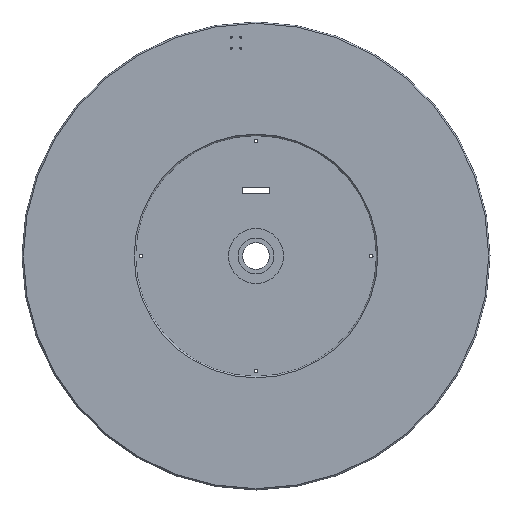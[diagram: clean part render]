
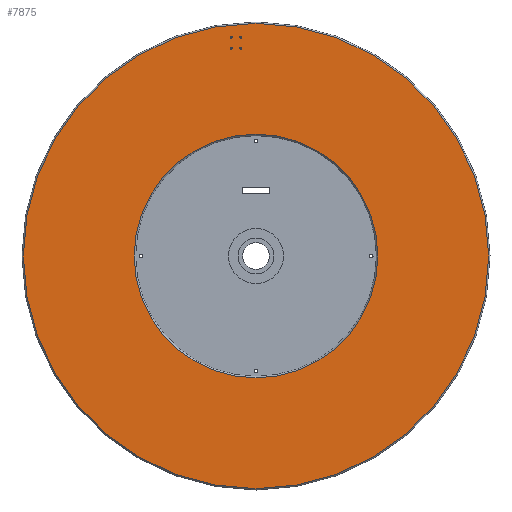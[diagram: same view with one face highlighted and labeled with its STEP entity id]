
A CAD part, front view. The second image highlights one B-rep face of the part: STEP entity #7875.
In plain terms, the highlighted planar face has unit normal (0, -1, 0).
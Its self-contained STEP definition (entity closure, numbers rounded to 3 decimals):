
#19 = EDGE_CURVE ( 'NONE', #560, #2832, #8206, .T. ) ;
#203 = ORIENTED_EDGE ( 'NONE', *, *, #8736, .T. ) ;
#261 = VERTEX_POINT ( 'NONE', #7236 ) ;
#344 = DIRECTION ( 'NONE',  ( 0., 0., 1. ) ) ;
#378 = AXIS2_PLACEMENT_3D ( 'NONE', #7023, #5728, #5105 ) ;
#380 = ORIENTED_EDGE ( 'NONE', *, *, #401, .T. ) ;
#381 = FACE_OUTER_BOUND ( 'NONE', #958, .T. ) ;
#401 = EDGE_CURVE ( 'NONE', #8540, #2643, #6071, .T. ) ;
#462 = PLANE ( 'NONE',  #1955 ) ;
#474 = CARTESIAN_POINT ( 'NONE',  ( 304., 0., 302. ) ) ;
#482 = ORIENTED_EDGE ( 'NONE', *, *, #5210, .T. ) ;
#524 = CIRCLE ( 'NONE', #5222, 1.5 ) ;
#527 = EDGE_LOOP ( 'NONE', ( #8455, #5567 ) ) ;
#560 = VERTEX_POINT ( 'NONE', #2370 ) ;
#562 = DIRECTION ( 'NONE',  ( 0., 0., 1. ) ) ;
#618 = EDGE_CURVE ( 'NONE', #2832, #560, #2217, .T. ) ;
#632 = DIRECTION ( 'NONE',  ( 0., 0., 1. ) ) ;
#764 = DIRECTION ( 'NONE',  ( 0., 1., 0. ) ) ;
#791 = AXIS2_PLACEMENT_3D ( 'NONE', #7907, #1796, #1429 ) ;
#897 = CARTESIAN_POINT ( 'NONE',  ( 304., 0., 319.5 ) ) ;
#933 = DIRECTION ( 'NONE',  ( 0., 1., 0. ) ) ;
#958 = EDGE_LOOP ( 'NONE', ( #203, #3693 ) ) ;
#1019 = DIRECTION ( 'NONE',  ( 0., 0., -1. ) ) ;
#1105 = ORIENTED_EDGE ( 'NONE', *, *, #6841, .T. ) ;
#1168 = FACE_BOUND ( 'NONE', #3600, .T. ) ;
#1207 = EDGE_CURVE ( 'NONE', #3681, #4751, #1367, .T. ) ;
#1253 = ORIENTED_EDGE ( 'NONE', *, *, #3280, .T. ) ;
#1323 = CARTESIAN_POINT ( 'NONE',  ( 318., 0., 319.5 ) ) ;
#1367 = CIRCLE ( 'NONE', #7917, 338. ) ;
#1429 = DIRECTION ( 'NONE',  ( 0., 0., 1. ) ) ;
#1647 = CARTESIAN_POINT ( 'NONE',  ( 304., 0., 302. ) ) ;
#1671 = CIRCLE ( 'NONE', #5228, 177. ) ;
#1686 = DIRECTION ( 'NONE',  ( 0., 1., 0. ) ) ;
#1796 = DIRECTION ( 'NONE',  ( 0., 1., 0. ) ) ;
#1797 = AXIS2_PLACEMENT_3D ( 'NONE', #8394, #6434, #6970 ) ;
#1865 = CARTESIAN_POINT ( 'NONE',  ( 340., 0., 0. ) ) ;
#1955 = AXIS2_PLACEMENT_3D ( 'NONE', #3892, #7823, #7995 ) ;
#1982 = VERTEX_POINT ( 'NONE', #7427 ) ;
#2070 = AXIS2_PLACEMENT_3D ( 'NONE', #1647, #933, #3034 ) ;
#2217 = CIRCLE ( 'NONE', #378, 1.5 ) ;
#2370 = CARTESIAN_POINT ( 'NONE',  ( 318., 0., 300.5 ) ) ;
#2376 = FACE_BOUND ( 'NONE', #6617, .T. ) ;
#2455 = FACE_BOUND ( 'NONE', #7635, .T. ) ;
#2524 = DIRECTION ( 'NONE',  ( 0., -1., 0. ) ) ;
#2629 = CIRCLE ( 'NONE', #2070, 1.5 ) ;
#2635 = AXIS2_PLACEMENT_3D ( 'NONE', #5249, #1686, #4414 ) ;
#2643 = VERTEX_POINT ( 'NONE', #5648 ) ;
#2832 = VERTEX_POINT ( 'NONE', #5737 ) ;
#3034 = DIRECTION ( 'NONE',  ( 0., 0., 1. ) ) ;
#3280 = EDGE_CURVE ( 'NONE', #2643, #8540, #2629, .T. ) ;
#3377 = AXIS2_PLACEMENT_3D ( 'NONE', #8397, #6303, #6346 ) ;
#3393 = CIRCLE ( 'NONE', #8522, 338. ) ;
#3471 = DIRECTION ( 'NONE',  ( 0., 0., -1. ) ) ;
#3600 = EDGE_LOOP ( 'NONE', ( #380, #1253 ) ) ;
#3656 = CARTESIAN_POINT ( 'NONE',  ( 340., 0., 0. ) ) ;
#3670 = VERTEX_POINT ( 'NONE', #1323 ) ;
#3674 = CIRCLE ( 'NONE', #8510, 1.5 ) ;
#3681 = VERTEX_POINT ( 'NONE', #6154 ) ;
#3693 = ORIENTED_EDGE ( 'NONE', *, *, #1207, .T. ) ;
#3723 = ORIENTED_EDGE ( 'NONE', *, *, #3989, .T. ) ;
#3758 = CARTESIAN_POINT ( 'NONE',  ( 304., 0., 303.5 ) ) ;
#3767 = FACE_BOUND ( 'NONE', #5644, .T. ) ;
#3795 = DIRECTION ( 'NONE',  ( 0., 0., -1. ) ) ;
#3892 = CARTESIAN_POINT ( 'NONE',  ( 314., 0., 0. ) ) ;
#3922 = CIRCLE ( 'NONE', #2635, 1.5 ) ;
#3944 = CIRCLE ( 'NONE', #3377, 177. ) ;
#3989 = EDGE_CURVE ( 'NONE', #7060, #261, #3922, .T. ) ;
#4414 = DIRECTION ( 'NONE',  ( 0., 0., 1. ) ) ;
#4751 = VERTEX_POINT ( 'NONE', #5899 ) ;
#4934 = EDGE_CURVE ( 'NONE', #3670, #8286, #524, .T. ) ;
#5105 = DIRECTION ( 'NONE',  ( 0., 0., 1. ) ) ;
#5112 = FACE_BOUND ( 'NONE', #527, .T. ) ;
#5196 = CARTESIAN_POINT ( 'NONE',  ( 318., 0., 318. ) ) ;
#5210 = EDGE_CURVE ( 'NONE', #261, #7060, #5940, .T. ) ;
#5222 = AXIS2_PLACEMENT_3D ( 'NONE', #6879, #764, #632 ) ;
#5228 = AXIS2_PLACEMENT_3D ( 'NONE', #1865, #7312, #3795 ) ;
#5249 = CARTESIAN_POINT ( 'NONE',  ( 304., 0., 318. ) ) ;
#5411 = EDGE_CURVE ( 'NONE', #1982, #8581, #1671, .T. ) ;
#5567 = ORIENTED_EDGE ( 'NONE', *, *, #19, .T. ) ;
#5591 = CARTESIAN_POINT ( 'NONE',  ( 318., 0., 316.5 ) ) ;
#5644 = EDGE_LOOP ( 'NONE', ( #7175, #1105 ) ) ;
#5648 = CARTESIAN_POINT ( 'NONE',  ( 304., 0., 300.5 ) ) ;
#5728 = DIRECTION ( 'NONE',  ( 0., 1., 0. ) ) ;
#5737 = CARTESIAN_POINT ( 'NONE',  ( 318., 0., 303.5 ) ) ;
#5878 = DIRECTION ( 'NONE',  ( 0., 1., 0. ) ) ;
#5899 = CARTESIAN_POINT ( 'NONE',  ( 340., 0., 338. ) ) ;
#5940 = CIRCLE ( 'NONE', #1797, 1.5 ) ;
#6012 = ORIENTED_EDGE ( 'NONE', *, *, #6951, .T. ) ;
#6071 = CIRCLE ( 'NONE', #6368, 1.5 ) ;
#6154 = CARTESIAN_POINT ( 'NONE',  ( 340., 0., -338. ) ) ;
#6303 = DIRECTION ( 'NONE',  ( 0., 1., 0. ) ) ;
#6346 = DIRECTION ( 'NONE',  ( 0., 0., -1. ) ) ;
#6368 = AXIS2_PLACEMENT_3D ( 'NONE', #474, #5878, #562 ) ;
#6387 = DIRECTION ( 'NONE',  ( 0., -1., 0. ) ) ;
#6434 = DIRECTION ( 'NONE',  ( 0., 1., 0. ) ) ;
#6515 = CARTESIAN_POINT ( 'NONE',  ( 340., 0., 0. ) ) ;
#6617 = EDGE_LOOP ( 'NONE', ( #3723, #482 ) ) ;
#6625 = DIRECTION ( 'NONE',  ( 0., 1., 0. ) ) ;
#6841 = EDGE_CURVE ( 'NONE', #8286, #3670, #3674, .T. ) ;
#6879 = CARTESIAN_POINT ( 'NONE',  ( 318., 0., 318. ) ) ;
#6951 = EDGE_CURVE ( 'NONE', #8581, #1982, #3944, .T. ) ;
#6970 = DIRECTION ( 'NONE',  ( 0., 0., 1. ) ) ;
#7023 = CARTESIAN_POINT ( 'NONE',  ( 318., 0., 302. ) ) ;
#7060 = VERTEX_POINT ( 'NONE', #897 ) ;
#7175 = ORIENTED_EDGE ( 'NONE', *, *, #4934, .T. ) ;
#7236 = CARTESIAN_POINT ( 'NONE',  ( 304., 0., 316.5 ) ) ;
#7312 = DIRECTION ( 'NONE',  ( 0., 1., 0. ) ) ;
#7427 = CARTESIAN_POINT ( 'NONE',  ( 340., 0., 177. ) ) ;
#7635 = EDGE_LOOP ( 'NONE', ( #6012, #7670 ) ) ;
#7670 = ORIENTED_EDGE ( 'NONE', *, *, #5411, .T. ) ;
#7823 = DIRECTION ( 'NONE',  ( 0., -1., 0. ) ) ;
#7875 = ADVANCED_FACE ( 'NONE', ( #2376, #3767, #5112, #1168, #2455, #381 ), #462, .T. ) ;
#7907 = CARTESIAN_POINT ( 'NONE',  ( 318., 0., 302. ) ) ;
#7917 = AXIS2_PLACEMENT_3D ( 'NONE', #6515, #2524, #1019 ) ;
#7995 = DIRECTION ( 'NONE',  ( 0., 0., -1. ) ) ;
#8206 = CIRCLE ( 'NONE', #791, 1.5 ) ;
#8286 = VERTEX_POINT ( 'NONE', #5591 ) ;
#8394 = CARTESIAN_POINT ( 'NONE',  ( 304., 0., 318. ) ) ;
#8397 = CARTESIAN_POINT ( 'NONE',  ( 340., 0., 0. ) ) ;
#8455 = ORIENTED_EDGE ( 'NONE', *, *, #618, .T. ) ;
#8510 = AXIS2_PLACEMENT_3D ( 'NONE', #5196, #6625, #344 ) ;
#8522 = AXIS2_PLACEMENT_3D ( 'NONE', #3656, #6387, #3471 ) ;
#8540 = VERTEX_POINT ( 'NONE', #3758 ) ;
#8581 = VERTEX_POINT ( 'NONE', #8695 ) ;
#8695 = CARTESIAN_POINT ( 'NONE',  ( 340., 0., -177. ) ) ;
#8736 = EDGE_CURVE ( 'NONE', #4751, #3681, #3393, .T. ) ;
